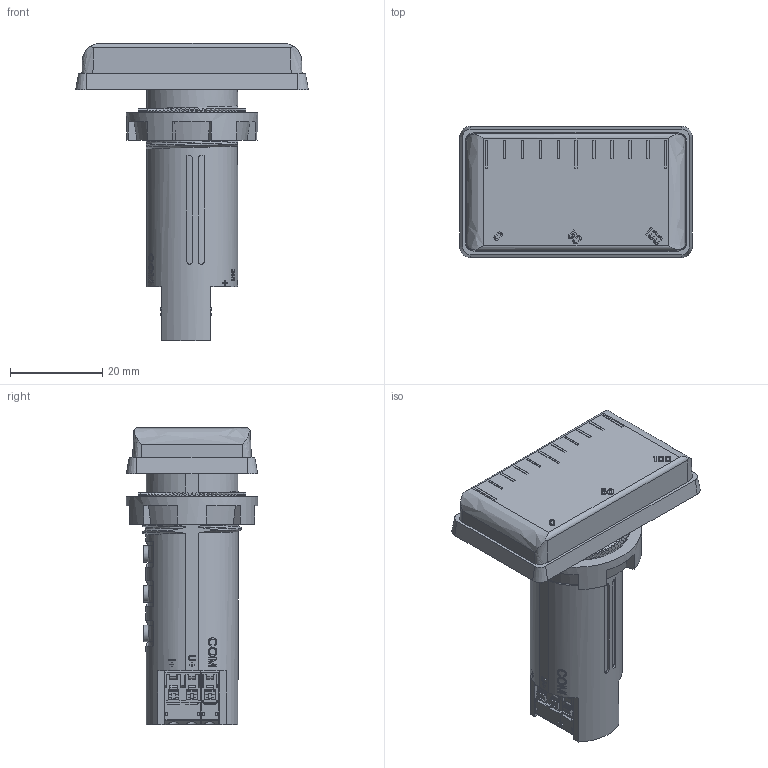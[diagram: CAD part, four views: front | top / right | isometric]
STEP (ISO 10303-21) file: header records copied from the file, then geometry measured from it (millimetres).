
FILE_DESCRIPTION (( 'STEP AP214' ), '1' );
FILE_NAME ('3D ìîäåëü ÈÒÏ-15.STEP', '2021-10-19T08:30:53', ( '' ), ( '' ), 'SwSTEP 2.0', 'SolidWorks 2015', '' );
FILE_SCHEMA (( 'AUTOMOTIVE_DESIGN' ));
Length unit declared in the file: millimetre
Products named in the file (8): 冓踖樦_2; Êîðïóñ_Ù9 (ÈÒÏ-15); Êîðïóñ Ù9 (ÈÒÏ-15; 冓踖樦_1; Óïëîòíèòåëü ÈÒÏ-15; Âñòàâêà LED_00; 扻錪犩; 3D ìîäåëü ÈÒÏ-15
Assembly tree (9 placements, depth 2):
  3D ìîäåëü ÈÒÏ-15
    Êîðïóñ Ù9 (ÈÒÏ-15
    Êîðïóñ_Ù9 (ÈÒÏ-15)
    Óïëîòíèòåëü ÈÒÏ-15
    扻錪犩
    冓踖樦_2  x3
    冓踖樦_1
    Âñòàâêà LED_00
Bounding box: 50.5 x 28.5 x 64.7 mm (x, y, z)
Volume: 13253.6 mm3; surface area: 18716.3 mm2
Topology: 8 solids, 12 shells, 1834 faces, 5005 edges, 3273 vertices
Faces by surface type: plane 1182, bspline 320, cylinder 287, cone 28, torus 17
Full cylindrical faces by diameter (mm): 1.2 x3, 2.5 x3, 3.6 x3, 21 x1, 22 x1, 28.5 x1
Entity records: 71495 total; most frequent: CARTESIAN_POINT 33025, ORIENTED_EDGE 7395, DIRECTION 5033, EDGE_CURVE 3699, VERTEX_POINT 2443, LINE 2087, VECTOR 2087, AXIS2_PLACEMENT_3D 1473
